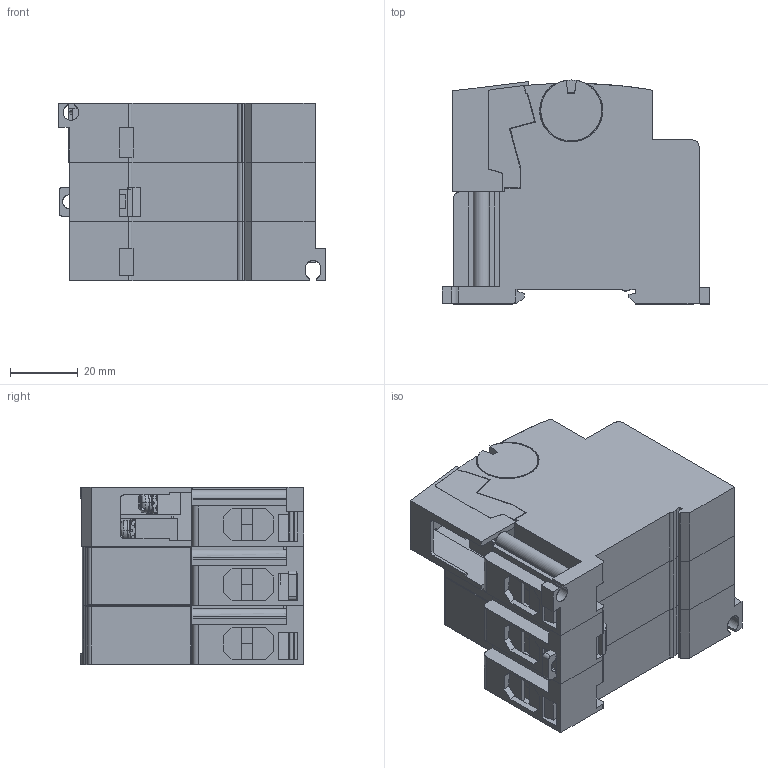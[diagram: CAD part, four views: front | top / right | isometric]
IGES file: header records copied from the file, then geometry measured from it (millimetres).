
Start section: SolidWorks IGES file using analytic representation for surfaces
Global section: file name: OUTSIDE-NC1V-3111_3121.IGS,15; native system: HSolidWorks 2012; preprocessor: SolidWorks 2012; author: 2606; date: 140327.092622; units: millimetre
Bounding box: 78.8 x 66 x 52.5 mm (x, y, z)
Surface area: 59585.2 mm2 (no closed solid volume)
Topology: 0 solids, 0 shells, 1687 faces, 14551 edges, 14544 vertices
Faces by surface type: bspline 1348, revolution 339
